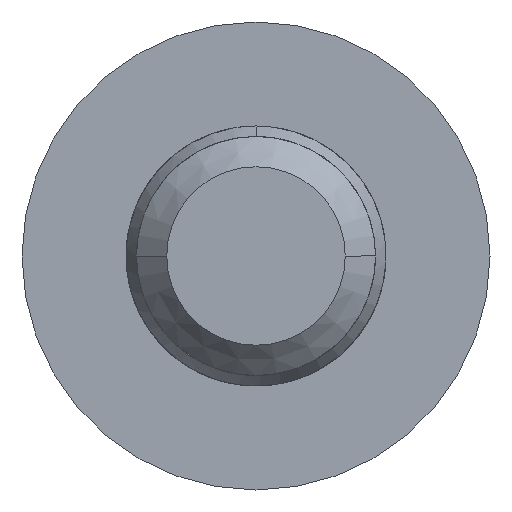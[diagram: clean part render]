
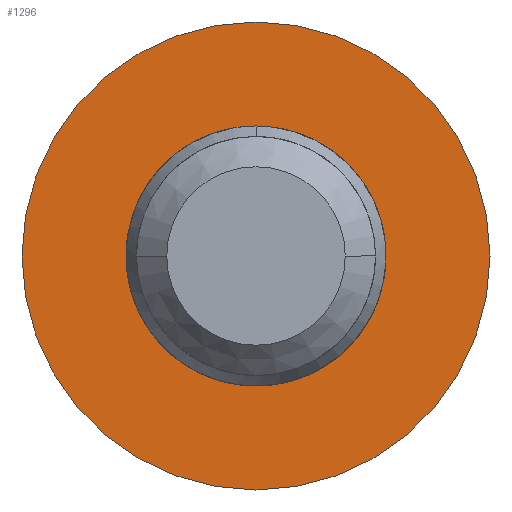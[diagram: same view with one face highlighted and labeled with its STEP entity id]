
A CAD part, front view. The second image highlights one B-rep face of the part: STEP entity #1296.
In plain terms, the highlighted planar face has unit normal (0, -1, 0).
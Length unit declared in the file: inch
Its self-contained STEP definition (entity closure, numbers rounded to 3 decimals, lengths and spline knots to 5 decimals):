
#109 = FACE_BOUND ( 'NONE', #1167, .T. ) ;
#133 = DIRECTION ( 'NONE',  ( 0., -1., 0. ) ) ;
#171 = CARTESIAN_POINT ( 'NONE',  ( 0.05433, 0.23622, 0. ) ) ;
#296 = CARTESIAN_POINT ( 'NONE',  ( 0., 0.23622, 0. ) ) ;
#330 = AXIS2_PLACEMENT_3D ( 'NONE', #1114, #1092, #1797 ) ;
#478 = EDGE_LOOP ( 'NONE', ( #1255, #944 ) ) ;
#525 = CIRCLE ( 'NONE', #705, 0.1063 ) ;
#635 = AXIS2_PLACEMENT_3D ( 'NONE', #296, #845, #1701 ) ;
#673 = DIRECTION ( 'NONE',  ( 0., -1., 0. ) ) ;
#700 = ORIENTED_EDGE ( 'NONE', *, *, #1495, .F. ) ;
#705 = AXIS2_PLACEMENT_3D ( 'NONE', #1022, #673, #1351 ) ;
#786 = DIRECTION ( 'NONE',  ( 1., 0., 0. ) ) ;
#845 = DIRECTION ( 'NONE',  ( 0., -1., 0. ) ) ;
#909 = ORIENTED_EDGE ( 'NONE', *, *, #1388, .F. ) ;
#944 = ORIENTED_EDGE ( 'NONE', *, *, #1597, .T. ) ;
#973 = DIRECTION ( 'NONE',  ( 0., -1., 0. ) ) ;
#974 = VERTEX_POINT ( 'NONE', #171 ) ;
#1022 = CARTESIAN_POINT ( 'NONE',  ( 0., 0.23622, 0. ) ) ;
#1079 = CARTESIAN_POINT ( 'NONE',  ( -0.1063, 0.23622, 0. ) ) ;
#1092 = DIRECTION ( 'NONE',  ( 0., -1., 0. ) ) ;
#1114 = CARTESIAN_POINT ( 'NONE',  ( 0., 0.23622, 0. ) ) ;
#1127 = FACE_OUTER_BOUND ( 'NONE', #478, .T. ) ;
#1139 = PLANE ( 'NONE',  #2152 ) ;
#1167 = EDGE_LOOP ( 'NONE', ( #700, #909 ) ) ;
#1207 = CIRCLE ( 'NONE', #1945, 0.1063 ) ;
#1255 = ORIENTED_EDGE ( 'NONE', *, *, #1471, .T. ) ;
#1296 = ADVANCED_FACE ( 'NONE', ( #109, #1127 ), #1139, .T. ) ;
#1302 = CIRCLE ( 'NONE', #330, 0.05433 ) ;
#1308 = CARTESIAN_POINT ( 'NONE',  ( 0.05433, 0.23622, 0. ) ) ;
#1323 = VERTEX_POINT ( 'NONE', #1972 ) ;
#1338 = VERTEX_POINT ( 'NONE', #1079 ) ;
#1351 = DIRECTION ( 'NONE',  ( 1., 0., 0. ) ) ;
#1388 = EDGE_CURVE ( 'NONE', #1654, #974, #1302, .T. ) ;
#1471 = EDGE_CURVE ( 'NONE', #1323, #1338, #1207, .T. ) ;
#1495 = EDGE_CURVE ( 'NONE', #974, #1654, #1603, .T. ) ;
#1534 = DIRECTION ( 'NONE',  ( 1., 0., 0. ) ) ;
#1597 = EDGE_CURVE ( 'NONE', #1338, #1323, #525, .T. ) ;
#1603 = CIRCLE ( 'NONE', #635, 0.05433 ) ;
#1654 = VERTEX_POINT ( 'NONE', #2037 ) ;
#1701 = DIRECTION ( 'NONE',  ( 1., 0., 0. ) ) ;
#1797 = DIRECTION ( 'NONE',  ( 1., 0., 0. ) ) ;
#1945 = AXIS2_PLACEMENT_3D ( 'NONE', #2165, #133, #1534 ) ;
#1972 = CARTESIAN_POINT ( 'NONE',  ( 0.1063, 0.23622, 0. ) ) ;
#2037 = CARTESIAN_POINT ( 'NONE',  ( -0.05433, 0.23622, 0. ) ) ;
#2152 = AXIS2_PLACEMENT_3D ( 'NONE', #1308, #973, #786 ) ;
#2165 = CARTESIAN_POINT ( 'NONE',  ( 0., 0.23622, 0. ) ) ;
